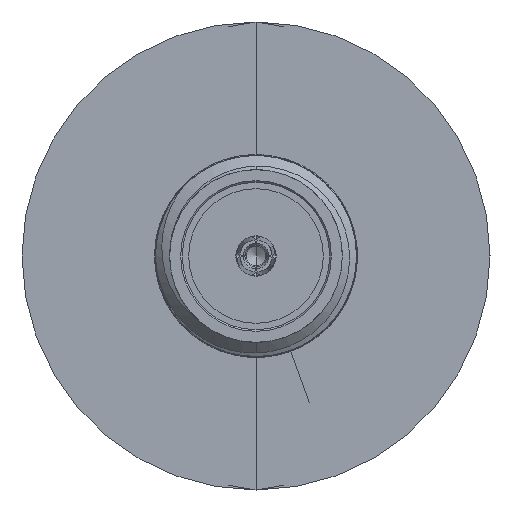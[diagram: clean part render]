
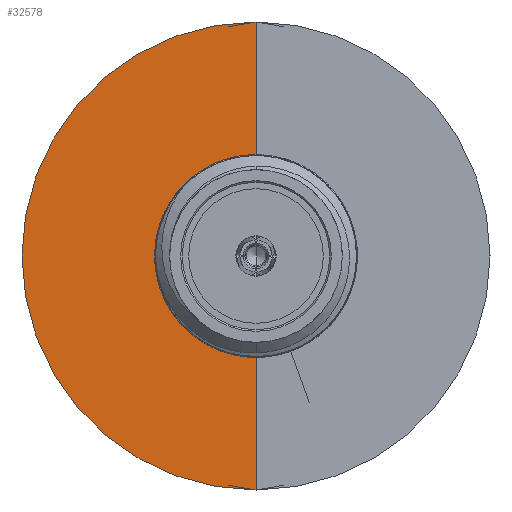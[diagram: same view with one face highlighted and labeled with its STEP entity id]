
A CAD part, front view. The second image highlights one B-rep face of the part: STEP entity #32578.
In plain terms, the highlighted conical face has half-angle 90 degrees and reference radius 7.3 mm.
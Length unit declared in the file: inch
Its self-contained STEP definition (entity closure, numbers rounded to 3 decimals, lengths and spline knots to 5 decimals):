
#2438 = EDGE_CURVE ( 'NONE', #43120, #41122, #47330, .T. ) ;
#5908 = CONICAL_SURFACE ( 'NONE', #12574, 0.2874, 1.571 ) ;
#9379 = CARTESIAN_POINT ( 'NONE',  ( 0., 0., -0.2874 ) ) ;
#10483 = DIRECTION ( 'NONE',  ( 0., 0., 1. ) ) ;
#12347 = ORIENTED_EDGE ( 'NONE', *, *, #2438, .T. ) ;
#12542 = CIRCLE ( 'NONE', #20877, 0.2874 ) ;
#12574 = AXIS2_PLACEMENT_3D ( 'NONE', #28486, #13157, #20729 ) ;
#13073 = EDGE_CURVE ( 'NONE', #43120, #34973, #42857, .T. ) ;
#13157 = DIRECTION ( 'NONE',  ( 0., -1., 0. ) ) ;
#14849 = VECTOR ( 'NONE', #22317, 39.37008 ) ;
#16812 = FACE_OUTER_BOUND ( 'NONE', #50695, .T. ) ;
#20729 = DIRECTION ( 'NONE',  ( 0., 0., -1. ) ) ;
#20877 = AXIS2_PLACEMENT_3D ( 'NONE', #42224, #38037, #10483 ) ;
#22317 = DIRECTION ( 'NONE',  ( 0., 0., -1. ) ) ;
#28486 = CARTESIAN_POINT ( 'NONE',  ( 0., 0., 0. ) ) ;
#30085 = EDGE_CURVE ( 'NONE', #34973, #41122, #12542, .T. ) ;
#31331 = CARTESIAN_POINT ( 'NONE',  ( 0., 0., 0. ) ) ;
#32578 = ADVANCED_FACE ( 'NONE', ( #16812 ), #5908, .F. ) ;
#34973 = VERTEX_POINT ( 'NONE', #46467 ) ;
#35306 = CARTESIAN_POINT ( 'NONE',  ( 0., 0., 0.2874 ) ) ;
#38037 = DIRECTION ( 'NONE',  ( 0., 1., 0. ) ) ;
#39467 = DIRECTION ( 'NONE',  ( 0., 0., 1. ) ) ;
#40406 = ORIENTED_EDGE ( 'NONE', *, *, #13073, .F. ) ;
#41122 = VERTEX_POINT ( 'NONE', #45635 ) ;
#42224 = CARTESIAN_POINT ( 'NONE',  ( 0., 0., 0. ) ) ;
#42857 = LINE ( 'NONE', #9379, #14849 ) ;
#43120 = VERTEX_POINT ( 'NONE', #31331 ) ;
#45071 = VECTOR ( 'NONE', #39467, 39.37008 ) ;
#45635 = CARTESIAN_POINT ( 'NONE',  ( 0., 0., 0.2874 ) ) ;
#46467 = CARTESIAN_POINT ( 'NONE',  ( 0., 0., -0.2874 ) ) ;
#47327 = ORIENTED_EDGE ( 'NONE', *, *, #30085, .F. ) ;
#47330 = LINE ( 'NONE', #35306, #45071 ) ;
#50695 = EDGE_LOOP ( 'NONE', ( #40406, #12347, #47327 ) ) ;
